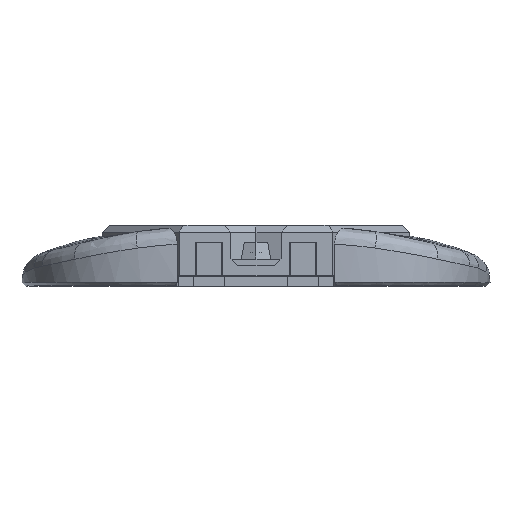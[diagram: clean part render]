
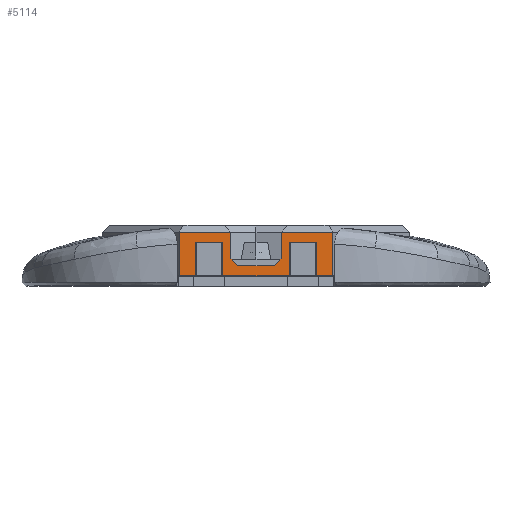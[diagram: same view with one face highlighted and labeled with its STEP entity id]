
A CAD part, top view. The second image highlights one B-rep face of the part: STEP entity #5114.
In plain terms, the highlighted planar face has unit normal (0, 0, 1).
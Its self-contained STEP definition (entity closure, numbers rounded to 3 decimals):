
#315=PLANE('',#5443);
#502=FACE_OUTER_BOUND('',#787,.T.);
#787=EDGE_LOOP('',(#3574,#3575,#3576,#3577,#3578,#3579,#3580,#3581,#3582,
#3583,#3584,#3585,#3586,#3587,#3588,#3589,#3590,#3591));
#1078=LINE('',#6938,#1562);
#1112=LINE('',#7007,#1596);
#1121=LINE('',#7026,#1605);
#1122=LINE('',#7028,#1606);
#1123=LINE('',#7030,#1607);
#1124=LINE('',#7032,#1608);
#1125=LINE('',#7034,#1609);
#1126=LINE('',#7036,#1610);
#1127=LINE('',#7038,#1611);
#1128=LINE('',#7040,#1612);
#1129=LINE('',#7042,#1613);
#1130=LINE('',#7043,#1614);
#1131=LINE('',#7045,#1615);
#1132=LINE('',#7047,#1616);
#1133=LINE('',#7049,#1617);
#1134=LINE('',#7051,#1618);
#1135=LINE('',#7053,#1619);
#1136=LINE('',#7054,#1620);
#1562=VECTOR('',#5830,1000.);
#1596=VECTOR('',#5868,1000.);
#1605=VECTOR('',#5879,1000.);
#1606=VECTOR('',#5880,1000.);
#1607=VECTOR('',#5881,1000.);
#1608=VECTOR('',#5882,1000.);
#1609=VECTOR('',#5883,1000.);
#1610=VECTOR('',#5884,1000.);
#1611=VECTOR('',#5885,1000.);
#1612=VECTOR('',#5886,1000.);
#1613=VECTOR('',#5887,1000.);
#1614=VECTOR('',#5888,1000.);
#1615=VECTOR('',#5889,1000.);
#1616=VECTOR('',#5890,1000.);
#1617=VECTOR('',#5891,1000.);
#1618=VECTOR('',#5892,1000.);
#1619=VECTOR('',#5893,1000.);
#1620=VECTOR('',#5894,1000.);
#2175=VERTEX_POINT('',#6936);
#2176=VERTEX_POINT('',#6937);
#2209=VERTEX_POINT('',#7005);
#2217=VERTEX_POINT('',#7024);
#2218=VERTEX_POINT('',#7025);
#2219=VERTEX_POINT('',#7027);
#2220=VERTEX_POINT('',#7029);
#2221=VERTEX_POINT('',#7031);
#2222=VERTEX_POINT('',#7033);
#2223=VERTEX_POINT('',#7035);
#2224=VERTEX_POINT('',#7037);
#2225=VERTEX_POINT('',#7039);
#2226=VERTEX_POINT('',#7041);
#2227=VERTEX_POINT('',#7044);
#2228=VERTEX_POINT('',#7046);
#2229=VERTEX_POINT('',#7048);
#2230=VERTEX_POINT('',#7050);
#2231=VERTEX_POINT('',#7052);
#2714=EDGE_CURVE('',#2175,#2176,#1078,.T.);
#2748=EDGE_CURVE('',#2176,#2209,#1112,.T.);
#2757=EDGE_CURVE('',#2217,#2218,#1121,.T.);
#2758=EDGE_CURVE('',#2217,#2219,#1122,.T.);
#2759=EDGE_CURVE('',#2219,#2220,#1123,.T.);
#2760=EDGE_CURVE('',#2221,#2220,#1124,.T.);
#2761=EDGE_CURVE('',#2221,#2222,#1125,.T.);
#2762=EDGE_CURVE('',#2223,#2222,#1126,.T.);
#2763=EDGE_CURVE('',#2223,#2224,#1127,.T.);
#2764=EDGE_CURVE('',#2225,#2224,#1128,.T.);
#2765=EDGE_CURVE('',#2225,#2226,#1129,.T.);
#2766=EDGE_CURVE('',#2175,#2226,#1130,.T.);
#2767=EDGE_CURVE('',#2209,#2227,#1131,.T.);
#2768=EDGE_CURVE('',#2227,#2228,#1132,.T.);
#2769=EDGE_CURVE('',#2229,#2228,#1133,.T.);
#2770=EDGE_CURVE('',#2229,#2230,#1134,.T.);
#2771=EDGE_CURVE('',#2230,#2231,#1135,.T.);
#2772=EDGE_CURVE('',#2231,#2218,#1136,.T.);
#3574=ORIENTED_EDGE('',*,*,#2757,.F.);
#3575=ORIENTED_EDGE('',*,*,#2758,.T.);
#3576=ORIENTED_EDGE('',*,*,#2759,.T.);
#3577=ORIENTED_EDGE('',*,*,#2760,.F.);
#3578=ORIENTED_EDGE('',*,*,#2761,.T.);
#3579=ORIENTED_EDGE('',*,*,#2762,.F.);
#3580=ORIENTED_EDGE('',*,*,#2763,.T.);
#3581=ORIENTED_EDGE('',*,*,#2764,.F.);
#3582=ORIENTED_EDGE('',*,*,#2765,.T.);
#3583=ORIENTED_EDGE('',*,*,#2766,.F.);
#3584=ORIENTED_EDGE('',*,*,#2714,.T.);
#3585=ORIENTED_EDGE('',*,*,#2748,.T.);
#3586=ORIENTED_EDGE('',*,*,#2767,.T.);
#3587=ORIENTED_EDGE('',*,*,#2768,.T.);
#3588=ORIENTED_EDGE('',*,*,#2769,.F.);
#3589=ORIENTED_EDGE('',*,*,#2770,.T.);
#3590=ORIENTED_EDGE('',*,*,#2771,.T.);
#3591=ORIENTED_EDGE('',*,*,#2772,.T.);
#5114=ADVANCED_FACE('',(#502),#315,.F.);
#5443=AXIS2_PLACEMENT_3D('',#7023,#5877,#5878);
#5830=DIRECTION('',(-1.,0.,0.));
#5868=DIRECTION('',(0.,-1.,0.));
#5877=DIRECTION('center_axis',(0.,0.,-1.));
#5878=DIRECTION('ref_axis',(-1.,0.,0.));
#5879=DIRECTION('',(-1.,0.,0.));
#5880=DIRECTION('',(0.,-1.,0.));
#5881=DIRECTION('',(1.,0.,0.));
#5882=DIRECTION('',(0.,-1.,0.));
#5883=DIRECTION('',(-1.,0.,0.));
#5884=DIRECTION('',(0.,1.,0.));
#5885=DIRECTION('',(-0.707,-0.707,0.));
#5886=DIRECTION('',(1.,0.,0.));
#5887=DIRECTION('',(-0.707,0.707,0.));
#5888=DIRECTION('',(0.,-1.,0.));
#5889=DIRECTION('',(1.,0.,0.));
#5890=DIRECTION('',(0.,1.,0.));
#5891=DIRECTION('',(-1.,0.,0.));
#5892=DIRECTION('',(0.,-1.,0.));
#5893=DIRECTION('',(1.,0.,0.));
#5894=DIRECTION('',(0.,1.,0.));
#6936=CARTESIAN_POINT('',(15.5,13.,0.));
#6937=CARTESIAN_POINT('',(0.,13.,0.));
#6938=CARTESIAN_POINT('',(0.,13.,0.));
#7005=CARTESIAN_POINT('',(0.,0.,0.));
#7007=CARTESIAN_POINT('',(0.,15.,0.));
#7023=CARTESIAN_POINT('Origin',(0.,15.,0.));
#7024=CARTESIAN_POINT('',(41.02,10.,0.));
#7025=CARTESIAN_POINT('',(32.98,10.,0.));
#7026=CARTESIAN_POINT('',(40.5,10.,0.));
#7027=CARTESIAN_POINT('',(41.02,0.,0.));
#7028=CARTESIAN_POINT('',(41.02,15.,0.));
#7029=CARTESIAN_POINT('',(46.,0.,0.));
#7030=CARTESIAN_POINT('',(0.,0.,0.));
#7031=CARTESIAN_POINT('',(46.,13.,0.));
#7032=CARTESIAN_POINT('',(46.,15.,0.));
#7033=CARTESIAN_POINT('',(30.5,13.,0.));
#7034=CARTESIAN_POINT('',(0.,13.,0.));
#7035=CARTESIAN_POINT('',(30.5,5.,0.));
#7036=CARTESIAN_POINT('',(30.5,15.,0.));
#7037=CARTESIAN_POINT('',(28.5,3.,0.));
#7038=CARTESIAN_POINT('',(20.25,-5.25,0.));
#7039=CARTESIAN_POINT('',(17.5,3.,0.));
#7040=CARTESIAN_POINT('',(15.5,3.,0.));
#7041=CARTESIAN_POINT('',(15.5,5.,0.));
#7042=CARTESIAN_POINT('',(2.75,17.75,0.));
#7043=CARTESIAN_POINT('',(15.5,15.,0.));
#7044=CARTESIAN_POINT('',(4.98,0.,0.));
#7045=CARTESIAN_POINT('',(0.,0.,0.));
#7046=CARTESIAN_POINT('',(4.98,10.,0.));
#7047=CARTESIAN_POINT('',(4.98,15.,0.));
#7048=CARTESIAN_POINT('',(13.02,10.,0.));
#7049=CARTESIAN_POINT('',(12.5,10.,0.));
#7050=CARTESIAN_POINT('',(13.02,0.,0.));
#7051=CARTESIAN_POINT('',(13.02,15.,0.));
#7052=CARTESIAN_POINT('',(32.98,0.,0.));
#7053=CARTESIAN_POINT('',(0.,0.,0.));
#7054=CARTESIAN_POINT('',(32.98,15.,0.));
